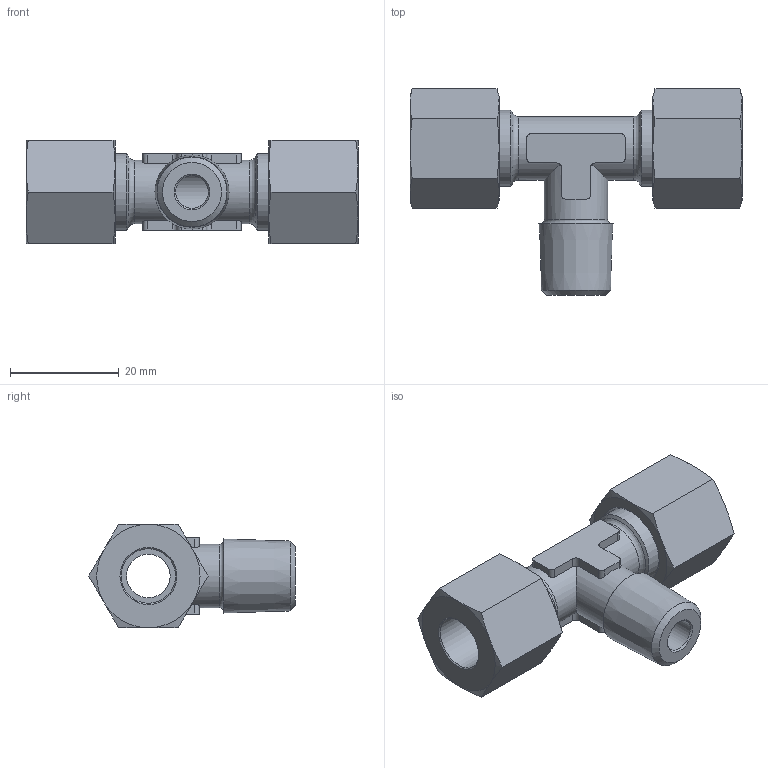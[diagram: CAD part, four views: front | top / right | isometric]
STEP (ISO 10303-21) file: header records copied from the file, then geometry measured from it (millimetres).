
FILE_DESCRIPTION(( 'OX.19.10.14.stp' ), '1');
FILE_NAME( 'OX.19.10.14.stp', '2021-03-02T09:20:28',( 'Sopra'),('sopra-pneumatic.com'), 'SwSTEP 2.0','SolidWorks 2009','' );
FILE_SCHEMA( ( 'CONFIG_CONTROL_DESIGN' ) );
Length unit declared in the file: millimetre
Products named in the file (1): _TEV-10LRK 1.4 708.3701.270.20
Bounding box: 61 x 37.97 x 19 mm (x, y, z)
Volume: 11971.5 mm3; surface area: 7349.4 mm2
Topology: 1 solids, 1 shells, 98 faces, 236 edges, 145 vertices
Faces by surface type: plane 38, cone 33, cylinder 24, torus 3
Full cylindrical faces by diameter (mm): 6 x1, 8 x1, 10 x2, 11.667 x2, 14 x2
Entity records: 3040 total; most frequent: CARTESIAN_POINT 894, ORIENTED_EDGE 424, DIRECTION 414, EDGE_CURVE 212, AXIS2_PLACEMENT_3D 172, VERTEX_POINT 142, EDGE_LOOP 128, FACE_OUTER_BOUND 109
